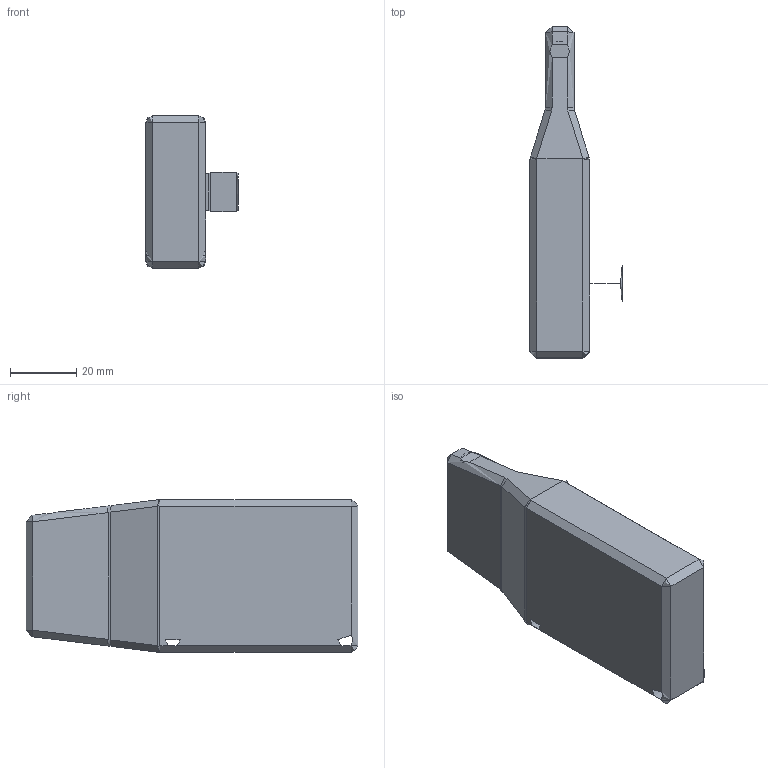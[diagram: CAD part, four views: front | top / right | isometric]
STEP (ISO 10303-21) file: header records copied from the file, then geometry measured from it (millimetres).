
FILE_DESCRIPTION(/* description */ (''),/* implementation_level */ '2;1');
FILE_NAME(/* name */ 'cad0767',/* time_stamp */ '2007-07-13T12:06:17+02:00',/* author */ (''),/* organization */ (''),/* preprocessor_version */ 'ST-DEVELOPER v10',/* originating_system */ '',/* authorisation */ '');
FILE_SCHEMA (('CONFIG_CONTROL_DESIGN'));
Length unit declared in the file: millimetre
Products named in the file (1): 1
Bounding box: 27.8 x 100 x 46 mm (x, y, z)
Volume: 66952.5 mm3; surface area: 13308.5 mm2
Topology: 1 solids, 1 shells, 75 faces, 211 edges, 112 vertices
Faces by surface type: bspline 75
Entity records: 2514 total; most frequent: CARTESIAN_POINT 1354, ORIENTED_EDGE 356, EDGE_CURVE 178, B_SPLINE_CURVE_WITH_KNOTS 109, VERTEX_POINT 102, EDGE_LOOP 76, ADVANCED_FACE 75, FACE_OUTER_BOUND 75
